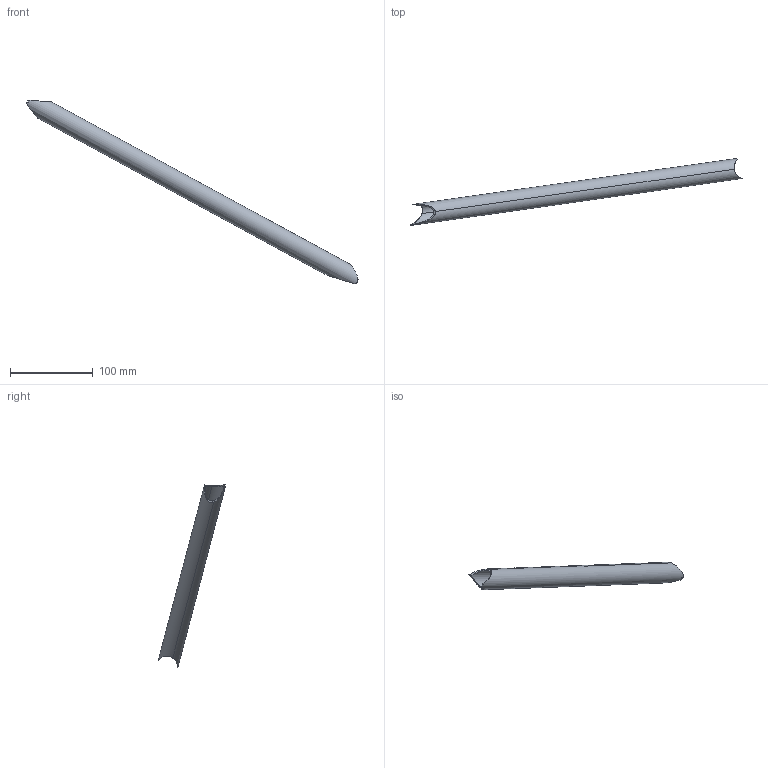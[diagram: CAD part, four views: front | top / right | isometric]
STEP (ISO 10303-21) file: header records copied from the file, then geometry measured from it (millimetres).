
FILE_DESCRIPTION(('STEP AP214'),'1');
FILE_NAME('8.stp','2019-12-01T17:40:03',(' '),(' '),'Spatial InterOp 3D',' ',' ');
FILE_SCHEMA(('AUTOMOTIVE_DESIGN { 1 0 10303 214 1 1 1 1 }'));
Length unit declared in the file: metre
Products named in the file (1): PartBody/Trim.1
Bounding box: 402.31 x 81.22 x 222.89 mm (x, y, z)
Volume: 47074 mm3; surface area: 63294.5 mm2
Topology: 1 solids, 1 shells, 13 faces, 40 edges, 27 vertices
Faces by surface type: cylinder 13
Entity records: 1865 total; most frequent: CARTESIAN_POINT 1265, ORIENTED_EDGE 80, STYLED_ITEM 46, PRESENTATION_STYLE_ASSIGNMENT 46, COLOUR_RGB 46, DIRECTION 42, EDGE_CURVE 40, CURVE_STYLE 32
